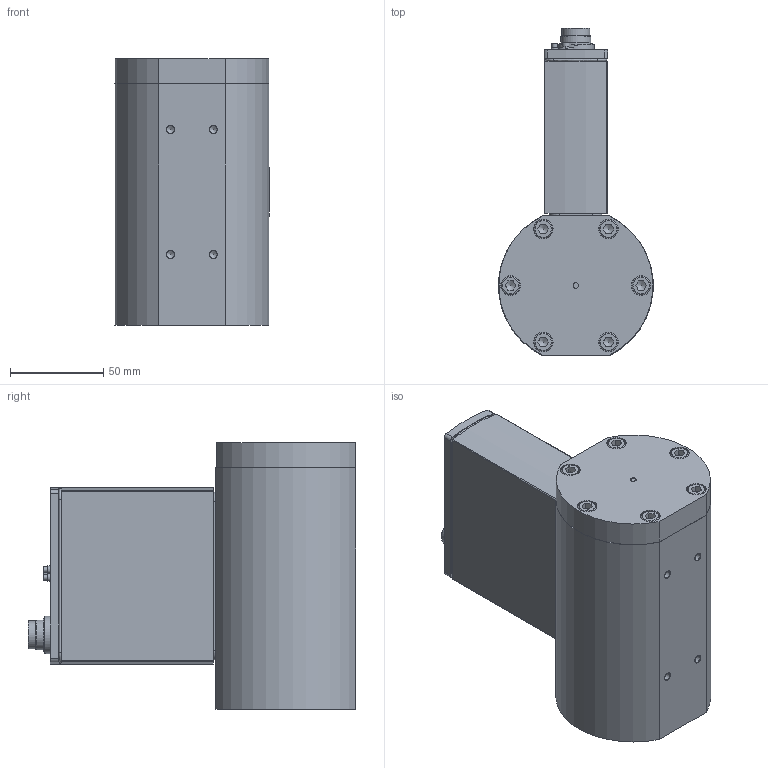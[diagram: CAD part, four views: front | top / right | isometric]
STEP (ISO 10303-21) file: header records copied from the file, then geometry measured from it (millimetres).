
FILE_DESCRIPTION(/* description */ (''),/* implementation_level */ '2;1');
FILE_NAME(/* name */ 'D-6380.stp',/* time_stamp */ '2016-10-28T13:47:48+02:00',/* author */ ('r-gerrits'),/* organization */ (''),/* preprocessor_version */ 'ST-DEVELOPER v16.1',/* originating_system */ 'Autodesk Inventor 2016',/* authorisation */ '');
FILE_SCHEMA (('AUTOMOTIVE_DESIGN { 1 0 10303 214 3 1 1 }'));
Length unit declared in the file: millimetre
Products named in the file (1): D-6380
Bounding box: 82.84 x 175.7 x 143 mm (x, y, z)
Volume: 1024163.5 mm3; surface area: 86473.2 mm2
Topology: 1 solids, 19 shells, 579 faces, 1475 edges, 1025 vertices
Faces by surface type: plane 292, cylinder 177, cone 53, torus 25, bspline 24, sphere 8
Full cylindrical faces by diameter (mm): 1 x8, 2.013 x2, 2.459 x7, 2.693 x2, 2.88 x2, 3 x6, 3.4 x4, 3.6 x3, 3.75 x2, 4 x2, 4.134 x4, 4.459 x4, 5.4 x1, 5.5 x5, 6 x3, 6.5 x1, 6.7 x1, 8.3 x1, 10 x6, 10.5 x6, 14.5 x1, 15 x1, 16 x2, 18 x1, 18.1 x1, 20 x1
Entity records: 17693 total; most frequent: CARTESIAN_POINT 4030, DIRECTION 2761, ORIENTED_EDGE 2472, EDGE_CURVE 1236, AXIS2_PLACEMENT_3D 1061, VERTEX_POINT 867, EDGE_LOOP 767, LINE 639
